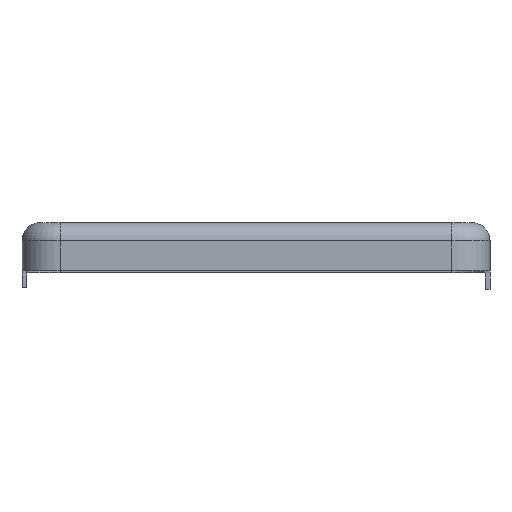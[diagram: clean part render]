
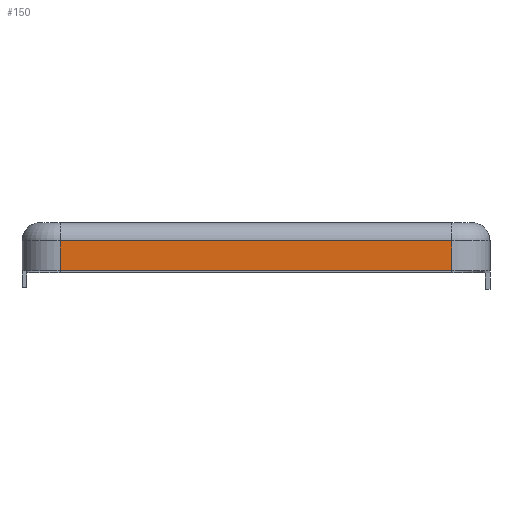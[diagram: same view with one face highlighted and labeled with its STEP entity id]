
A CAD part, top view. The second image highlights one B-rep face of the part: STEP entity #150.
In plain terms, the highlighted planar face has unit normal (0, 0, 1).
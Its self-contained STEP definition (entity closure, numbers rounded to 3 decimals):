
#93 = VERTEX_POINT ( 'NONE', #214 ) ;
#150 = ADVANCED_FACE ( 'NONE', ( #2228 ), #934, .T. ) ;
#174 = LINE ( 'NONE', #1279, #1586 ) ;
#214 = CARTESIAN_POINT ( 'NONE',  ( -11.75, -1.1, 36.85 ) ) ;
#231 = CARTESIAN_POINT ( 'NONE',  ( 11.75, 0., 36.85 ) ) ;
#244 = VERTEX_POINT ( 'NONE', #1351 ) ;
#453 = CARTESIAN_POINT ( 'NONE',  ( 11.75, -2.9, 36.85 ) ) ;
#454 = EDGE_CURVE ( 'NONE', #1601, #1847, #3154, .T. ) ;
#495 = DIRECTION ( 'NONE',  ( 1., 0., 0. ) ) ;
#728 = DIRECTION ( 'NONE',  ( 0., -1., 0. ) ) ;
#858 = VECTOR ( 'NONE', #928, 1000. ) ;
#928 = DIRECTION ( 'NONE',  ( 1., 0., 0. ) ) ;
#934 = PLANE ( 'NONE',  #2201 ) ;
#1017 = EDGE_CURVE ( 'NONE', #93, #244, #174, .T. ) ;
#1105 = CARTESIAN_POINT ( 'NONE',  ( -11.75, -2.9, 36.85 ) ) ;
#1182 = DIRECTION ( 'NONE',  ( 0., 0., 1. ) ) ;
#1219 = CARTESIAN_POINT ( 'NONE',  ( -11.75, 0., 36.85 ) ) ;
#1279 = CARTESIAN_POINT ( 'NONE',  ( -11.75, -1.1, 36.85 ) ) ;
#1351 = CARTESIAN_POINT ( 'NONE',  ( 11.75, -1.1, 36.85 ) ) ;
#1586 = VECTOR ( 'NONE', #495, 1000. ) ;
#1601 = VERTEX_POINT ( 'NONE', #1105 ) ;
#1685 = DIRECTION ( 'NONE',  ( 0., -1., 0. ) ) ;
#1843 = ORIENTED_EDGE ( 'NONE', *, *, #1940, .F. ) ;
#1847 = VERTEX_POINT ( 'NONE', #453 ) ;
#1940 = EDGE_CURVE ( 'NONE', #244, #1847, #3057, .T. ) ;
#2088 = EDGE_LOOP ( 'NONE', ( #2126, #1843, #2127, #2954 ) ) ;
#2126 = ORIENTED_EDGE ( 'NONE', *, *, #454, .T. ) ;
#2127 = ORIENTED_EDGE ( 'NONE', *, *, #1017, .F. ) ;
#2201 = AXIS2_PLACEMENT_3D ( 'NONE', #2678, #1182, #2929 ) ;
#2228 = FACE_OUTER_BOUND ( 'NONE', #2088, .T. ) ;
#2340 = EDGE_CURVE ( 'NONE', #93, #1601, #2935, .T. ) ;
#2430 = CARTESIAN_POINT ( 'NONE',  ( -11.75, -2.9, 36.85 ) ) ;
#2512 = VECTOR ( 'NONE', #1685, 1000. ) ;
#2678 = CARTESIAN_POINT ( 'NONE',  ( -11.75, 0., 36.85 ) ) ;
#2705 = VECTOR ( 'NONE', #728, 1000. ) ;
#2929 = DIRECTION ( 'NONE',  ( 1., 0., 0. ) ) ;
#2935 = LINE ( 'NONE', #1219, #2512 ) ;
#2954 = ORIENTED_EDGE ( 'NONE', *, *, #2340, .T. ) ;
#3057 = LINE ( 'NONE', #231, #2705 ) ;
#3154 = LINE ( 'NONE', #2430, #858 ) ;
